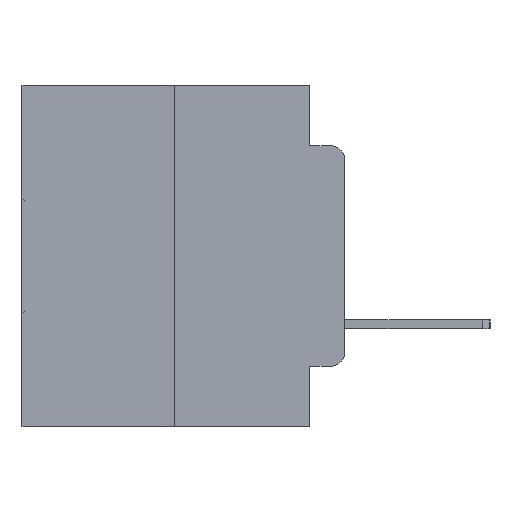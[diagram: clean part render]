
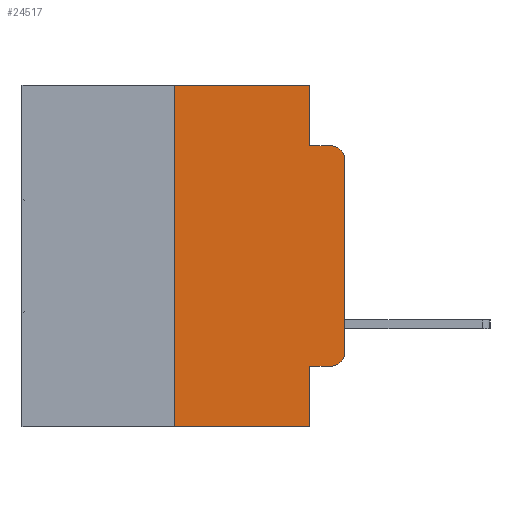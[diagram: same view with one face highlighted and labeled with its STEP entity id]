
A CAD part, left-side view. The second image highlights one B-rep face of the part: STEP entity #24517.
In plain terms, the highlighted planar face has unit normal (-1, 0, 0).
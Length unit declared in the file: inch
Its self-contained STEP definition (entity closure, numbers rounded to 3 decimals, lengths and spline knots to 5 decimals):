
#134 = LINE ( 'NONE', #6111, #18374 ) ;
#404 = ORIENTED_EDGE ( 'NONE', *, *, #12444, .T. ) ;
#650 = EDGE_CURVE ( 'NONE', #15970, #3555, #13421, .T. ) ;
#752 = DIRECTION ( 'NONE',  ( 0., 0., -1. ) ) ;
#1197 = VECTOR ( 'NONE', #22881, 39.37008 ) ;
#1419 = LINE ( 'NONE', #2184, #18855 ) ;
#1614 = DIRECTION ( 'NONE',  ( 0., 0., -1. ) ) ;
#2055 = ORIENTED_EDGE ( 'NONE', *, *, #25824, .F. ) ;
#2167 = AXIS2_PLACEMENT_3D ( 'NONE', #28473, #15331, #1614 ) ;
#2184 = CARTESIAN_POINT ( 'NONE',  ( 0., 0., 0. ) ) ;
#2655 = ORIENTED_EDGE ( 'NONE', *, *, #19920, .F. ) ;
#3072 = EDGE_CURVE ( 'NONE', #13046, #7720, #11892, .T. ) ;
#3555 = VERTEX_POINT ( 'NONE', #7584 ) ;
#4654 = LINE ( 'NONE', #19203, #27716 ) ;
#5053 = VERTEX_POINT ( 'NONE', #25821 ) ;
#5179 = VECTOR ( 'NONE', #21794, 39.37008 ) ;
#5827 = VECTOR ( 'NONE', #12946, 39.37008 ) ;
#6111 = CARTESIAN_POINT ( 'NONE',  ( 0., 0.051, 0. ) ) ;
#6341 = LINE ( 'NONE', #6850, #19028 ) ;
#6550 = LINE ( 'NONE', #9039, #23040 ) ;
#6712 = VERTEX_POINT ( 'NONE', #11163 ) ;
#6850 = CARTESIAN_POINT ( 'NONE',  ( 0., 0.051, -0.4115 ) ) ;
#7323 = EDGE_CURVE ( 'NONE', #13572, #6712, #1419, .T. ) ;
#7584 = CARTESIAN_POINT ( 'NONE',  ( 0., 0.051, -0.5 ) ) ;
#7720 = VERTEX_POINT ( 'NONE', #19298 ) ;
#8069 = AXIS2_PLACEMENT_3D ( 'NONE', #27719, #14529, #752 ) ;
#9039 = CARTESIAN_POINT ( 'NONE',  ( 0., 0.25, 0. ) ) ;
#9133 = CARTESIAN_POINT ( 'NONE',  ( 0., 0.02, -0.4115 ) ) ;
#9196 = DIRECTION ( 'NONE',  ( 0., -1., 0. ) ) ;
#10529 = CARTESIAN_POINT ( 'NONE',  ( 0., 0.051, 0. ) ) ;
#10795 = CARTESIAN_POINT ( 'NONE',  ( 0., 0.473, 0. ) ) ;
#10972 = EDGE_CURVE ( 'NONE', #13544, #13572, #12694, .T. ) ;
#11163 = CARTESIAN_POINT ( 'NONE',  ( 0., 0., -0.1085 ) ) ;
#11317 = ORIENTED_EDGE ( 'NONE', *, *, #650, .T. ) ;
#11321 = DIRECTION ( 'NONE',  ( 0., 0., 1. ) ) ;
#11892 = LINE ( 'NONE', #10795, #5827 ) ;
#12027 = CARTESIAN_POINT ( 'NONE',  ( 0., 0.02, -0.1085 ) ) ;
#12444 = EDGE_CURVE ( 'NONE', #23194, #13544, #6341, .T. ) ;
#12694 = CIRCLE ( 'NONE', #2167, 0.02 ) ;
#12946 = DIRECTION ( 'NONE',  ( 0., -1., 0. ) ) ;
#13046 = VERTEX_POINT ( 'NONE', #15856 ) ;
#13421 = LINE ( 'NONE', #20662, #1197 ) ;
#13544 = VERTEX_POINT ( 'NONE', #9133 ) ;
#13572 = VERTEX_POINT ( 'NONE', #29044 ) ;
#13685 = FACE_OUTER_BOUND ( 'NONE', #18226, .T. ) ;
#13970 = EDGE_CURVE ( 'NONE', #23194, #3555, #17233, .T. ) ;
#14027 = CARTESIAN_POINT ( 'NONE',  ( 0., 0.051, -0.4115 ) ) ;
#14278 = DIRECTION ( 'NONE',  ( 0., 0., -1. ) ) ;
#14529 = DIRECTION ( 'NONE',  ( 1., 0., 0. ) ) ;
#14857 = DIRECTION ( 'NONE',  ( 0., -1., 0. ) ) ;
#15331 = DIRECTION ( 'NONE',  ( -1., 0., 0. ) ) ;
#15718 = AXIS2_PLACEMENT_3D ( 'NONE', #12027, #27470, #14278 ) ;
#15856 = CARTESIAN_POINT ( 'NONE',  ( 0., 0.25, 0. ) ) ;
#15970 = VERTEX_POINT ( 'NONE', #28942 ) ;
#17051 = ORIENTED_EDGE ( 'NONE', *, *, #7323, .T. ) ;
#17233 = LINE ( 'NONE', #10529, #5179 ) ;
#18068 = DIRECTION ( 'NONE',  ( 0., 0., 1. ) ) ;
#18226 = EDGE_LOOP ( 'NONE', ( #17051, #26994, #2055, #27157, #20029, #2655, #11317, #26101, #404, #22657 ) ) ;
#18374 = VECTOR ( 'NONE', #24012, 39.37008 ) ;
#18855 = VECTOR ( 'NONE', #18068, 39.37008 ) ;
#18892 = PLANE ( 'NONE',  #8069 ) ;
#19028 = VECTOR ( 'NONE', #9196, 39.37008 ) ;
#19203 = CARTESIAN_POINT ( 'NONE',  ( 0., 0.051, -0.0885 ) ) ;
#19298 = CARTESIAN_POINT ( 'NONE',  ( 0., 0.051, 0. ) ) ;
#19920 = EDGE_CURVE ( 'NONE', #15970, #13046, #6550, .T. ) ;
#20029 = ORIENTED_EDGE ( 'NONE', *, *, #3072, .F. ) ;
#20662 = CARTESIAN_POINT ( 'NONE',  ( 0., 0.473, -0.5 ) ) ;
#21714 = CIRCLE ( 'NONE', #15718, 0.02 ) ;
#21794 = DIRECTION ( 'NONE',  ( 0., 0., -1. ) ) ;
#22657 = ORIENTED_EDGE ( 'NONE', *, *, #10972, .T. ) ;
#22875 = EDGE_CURVE ( 'NONE', #7720, #28813, #134, .T. ) ;
#22881 = DIRECTION ( 'NONE',  ( 0., -1., 0. ) ) ;
#23040 = VECTOR ( 'NONE', #11321, 39.37008 ) ;
#23194 = VERTEX_POINT ( 'NONE', #14027 ) ;
#23468 = CARTESIAN_POINT ( 'NONE',  ( 0., 0.051, -0.0885 ) ) ;
#24012 = DIRECTION ( 'NONE',  ( 0., 0., -1. ) ) ;
#24517 = ADVANCED_FACE ( 'NONE', ( #13685 ), #18892, .F. ) ;
#25821 = CARTESIAN_POINT ( 'NONE',  ( 0., 0.02, -0.0885 ) ) ;
#25824 = EDGE_CURVE ( 'NONE', #28813, #5053, #4654, .T. ) ;
#26101 = ORIENTED_EDGE ( 'NONE', *, *, #13970, .F. ) ;
#26994 = ORIENTED_EDGE ( 'NONE', *, *, #28704, .T. ) ;
#27157 = ORIENTED_EDGE ( 'NONE', *, *, #22875, .F. ) ;
#27470 = DIRECTION ( 'NONE',  ( -1., 0., 0. ) ) ;
#27716 = VECTOR ( 'NONE', #14857, 39.37008 ) ;
#27719 = CARTESIAN_POINT ( 'NONE',  ( 0., 0.473, 0. ) ) ;
#28473 = CARTESIAN_POINT ( 'NONE',  ( 0., 0.02, -0.3915 ) ) ;
#28704 = EDGE_CURVE ( 'NONE', #6712, #5053, #21714, .T. ) ;
#28813 = VERTEX_POINT ( 'NONE', #23468 ) ;
#28942 = CARTESIAN_POINT ( 'NONE',  ( 0., 0.25, -0.5 ) ) ;
#29044 = CARTESIAN_POINT ( 'NONE',  ( 0., 0., -0.3915 ) ) ;
